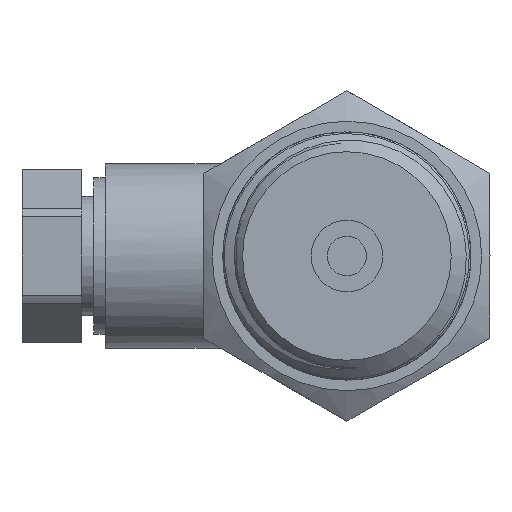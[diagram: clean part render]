
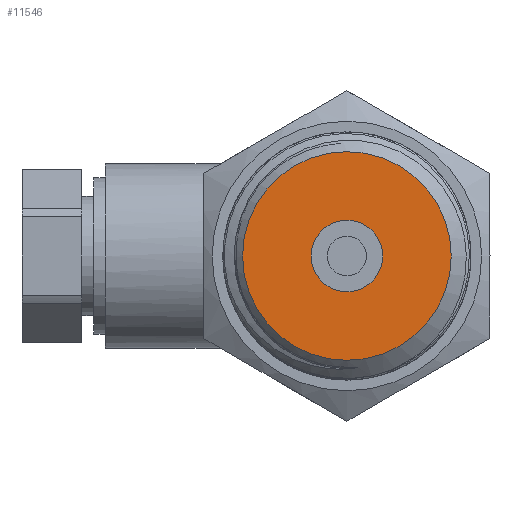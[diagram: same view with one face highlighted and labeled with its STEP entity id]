
A CAD part, left-side view. The second image highlights one B-rep face of the part: STEP entity #11546.
In plain terms, the highlighted planar face has unit normal (-1, 0, 0).
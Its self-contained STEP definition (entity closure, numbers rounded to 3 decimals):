
#405=FACE_BOUND('',#1610,.T.);
#461=PLANE('',#12103);
#922=FACE_OUTER_BOUND('',#1609,.T.);
#1609=EDGE_LOOP('',(#9088));
#1610=EDGE_LOOP('',(#9089));
#2057=CIRCLE('',#12102,3.);
#2058=CIRCLE('',#12104,8.75);
#5089=VERTEX_POINT('',#24590);
#5090=VERTEX_POINT('',#24594);
#6530=EDGE_CURVE('',#5089,#5089,#2057,.T.);
#6532=EDGE_CURVE('',#5090,#5090,#2058,.T.);
#9088=ORIENTED_EDGE('',*,*,#6532,.F.);
#9089=ORIENTED_EDGE('',*,*,#6530,.T.);
#11546=ADVANCED_FACE('',(#922,#405),#461,.T.);
#12102=AXIS2_PLACEMENT_3D('',#24591,#13043,#13044);
#12103=AXIS2_PLACEMENT_3D('',#24593,#13046,#13047);
#12104=AXIS2_PLACEMENT_3D('',#24595,#13048,#13049);
#13043=DIRECTION('center_axis',(1.,0.,0.));
#13044=DIRECTION('ref_axis',(0.,0.,-1.));
#13046=DIRECTION('center_axis',(-1.,0.,0.));
#13047=DIRECTION('ref_axis',(0.,0.,1.));
#13048=DIRECTION('center_axis',(1.,0.,0.));
#13049=DIRECTION('ref_axis',(0.,0.,-1.));
#24590=CARTESIAN_POINT('',(3.,-3.,0.));
#24591=CARTESIAN_POINT('Origin',(3.,0.,0.));
#24593=CARTESIAN_POINT('Origin',(3.,8.75,0.));
#24594=CARTESIAN_POINT('',(3.,-8.75,0.));
#24595=CARTESIAN_POINT('Origin',(3.,0.,0.));
